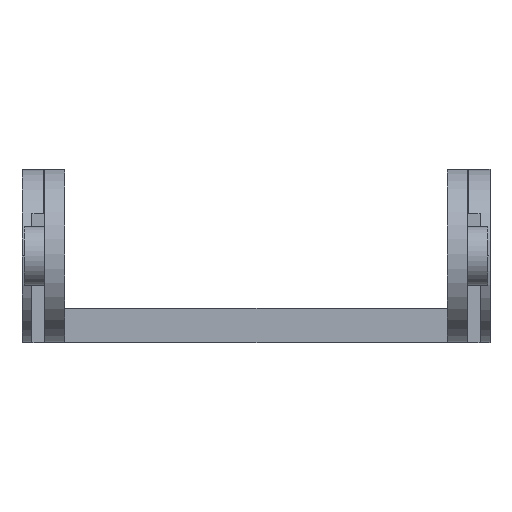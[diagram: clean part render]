
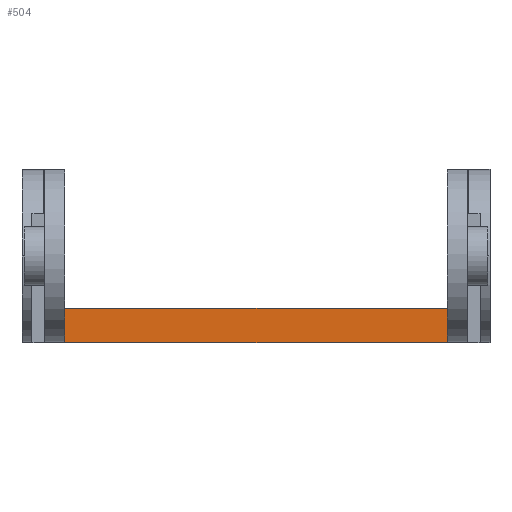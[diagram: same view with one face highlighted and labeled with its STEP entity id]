
A CAD part, left-side view. The second image highlights one B-rep face of the part: STEP entity #504.
In plain terms, the highlighted planar face has unit normal (-1, 0, 0).
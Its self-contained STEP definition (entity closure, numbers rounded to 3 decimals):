
#60 = DIRECTION ( 'NONE',  ( 0., 0., 1. ) ) ;
#166 = DIRECTION ( 'NONE',  ( 0., 0., 1. ) ) ;
#474 = LINE ( 'NONE', #4274, #4498 ) ;
#504 = ADVANCED_FACE ( 'NONE', ( #3952 ), #1266, .T. ) ;
#1188 = VECTOR ( 'NONE', #166, 1000. ) ;
#1266 = PLANE ( 'NONE',  #7728 ) ;
#1947 = LINE ( 'NONE', #3833, #5693 ) ;
#2105 = CARTESIAN_POINT ( 'NONE',  ( 10., -38.5, -10.5 ) ) ;
#2349 = EDGE_LOOP ( 'NONE', ( #3416, #8229, #7293, #7913 ) ) ;
#2650 = EDGE_CURVE ( 'NONE', #3724, #3861, #2773, .T. ) ;
#2773 = LINE ( 'NONE', #6724, #1188 ) ;
#2922 = LINE ( 'NONE', #6935, #4187 ) ;
#3322 = EDGE_CURVE ( 'NONE', #3834, #3724, #1947, .T. ) ;
#3416 = ORIENTED_EDGE ( 'NONE', *, *, #3322, .T. ) ;
#3558 = VERTEX_POINT ( 'NONE', #6077 ) ;
#3625 = DIRECTION ( 'NONE',  ( 0., 1., 0. ) ) ;
#3724 = VERTEX_POINT ( 'NONE', #6833 ) ;
#3833 = CARTESIAN_POINT ( 'NONE',  ( 10., 38.5, -17.5 ) ) ;
#3834 = VERTEX_POINT ( 'NONE', #5504 ) ;
#3861 = VERTEX_POINT ( 'NONE', #2105 ) ;
#3952 = FACE_OUTER_BOUND ( 'NONE', #2349, .T. ) ;
#4187 = VECTOR ( 'NONE', #5604, 1000. ) ;
#4274 = CARTESIAN_POINT ( 'NONE',  ( 10., -38.5, -10.5 ) ) ;
#4323 = EDGE_CURVE ( 'NONE', #3861, #3558, #474, .T. ) ;
#4471 = DIRECTION ( 'NONE',  ( 0., -1., 0. ) ) ;
#4498 = VECTOR ( 'NONE', #3625, 1000. ) ;
#5504 = CARTESIAN_POINT ( 'NONE',  ( 10., 38.5, -17.5 ) ) ;
#5604 = DIRECTION ( 'NONE',  ( 0., 0., -1. ) ) ;
#5693 = VECTOR ( 'NONE', #4471, 1000. ) ;
#5937 = DIRECTION ( 'NONE',  ( -1., 0., 0. ) ) ;
#6077 = CARTESIAN_POINT ( 'NONE',  ( 10., 38.5, -10.5 ) ) ;
#6376 = EDGE_CURVE ( 'NONE', #3558, #3834, #2922, .T. ) ;
#6724 = CARTESIAN_POINT ( 'NONE',  ( 10., -38.5, -17.5 ) ) ;
#6833 = CARTESIAN_POINT ( 'NONE',  ( 10., -38.5, -17.5 ) ) ;
#6935 = CARTESIAN_POINT ( 'NONE',  ( 10., 38.5, -10.5 ) ) ;
#7293 = ORIENTED_EDGE ( 'NONE', *, *, #4323, .T. ) ;
#7728 = AXIS2_PLACEMENT_3D ( 'NONE', #7781, #5937, #60 ) ;
#7781 = CARTESIAN_POINT ( 'NONE',  ( 10., 0., 0. ) ) ;
#7913 = ORIENTED_EDGE ( 'NONE', *, *, #6376, .T. ) ;
#8229 = ORIENTED_EDGE ( 'NONE', *, *, #2650, .T. ) ;
